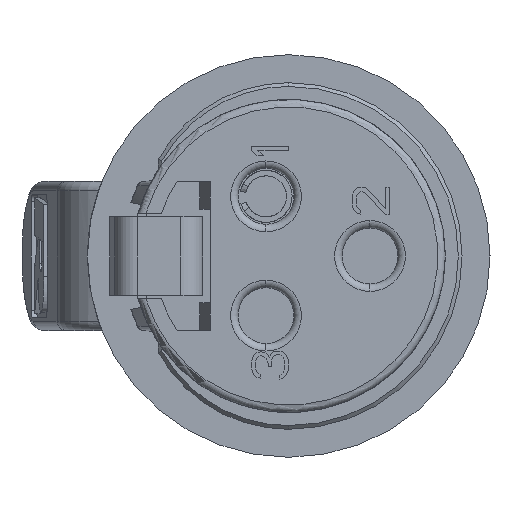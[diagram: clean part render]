
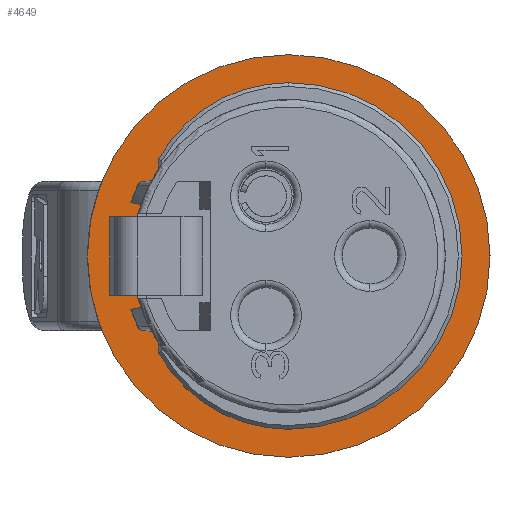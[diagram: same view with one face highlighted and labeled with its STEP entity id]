
A CAD part, left-side view. The second image highlights one B-rep face of the part: STEP entity #4649.
In plain terms, the highlighted planar face has unit normal (-1, 0, 0).
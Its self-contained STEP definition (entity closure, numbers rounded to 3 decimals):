
#68=CARTESIAN_POINT('',(0.1,0.,0.));
#69=DIRECTION('',(1.,0.,0.));
#70=DIRECTION('',(0.,0.998,-0.065));
#71=AXIS2_PLACEMENT_3D('',#68,#69,#70);
#372=DIRECTION('',(0.,1.,0.));
#373=VECTOR('',#372,0.1);
#374=CARTESIAN_POINT('',(0.1,3.87,-1.05));
#375=LINE('',#374,#373);
#394=DIRECTION('',(0.,-1.,0.));
#395=VECTOR('',#394,0.033);
#396=CARTESIAN_POINT('',(0.1,3.87,-1.05));
#397=LINE('',#396,#395);
#398=CARTESIAN_POINT('',(0.1,0.,0.));
#399=DIRECTION('',(1.,0.,0.));
#400=DIRECTION('',(0.,0.864,0.503));
#401=AXIS2_PLACEMENT_3D('',#398,#399,#400);
#403=CARTESIAN_POINT('',(0.1,0.,0.));
#404=DIRECTION('',(1.,0.,0.));
#405=DIRECTION('',(0.,0.965,0.264));
#406=AXIS2_PLACEMENT_3D('',#403,#404,#405);
#408=CARTESIAN_POINT('',(0.1,0.,0.));
#409=DIRECTION('',(-1.,0.,0.));
#410=DIRECTION('',(0.,0.965,-0.264));
#411=AXIS2_PLACEMENT_3D('',#408,#409,#410);
#413=CARTESIAN_POINT('',(0.1,0.,0.));
#414=DIRECTION('',(-1.,0.,0.));
#415=DIRECTION('',(0.,0.864,-0.503));
#416=AXIS2_PLACEMENT_3D('',#413,#414,#415);
#418=CARTESIAN_POINT('',(0.1,0.,0.));
#419=DIRECTION('',(1.,0.,0.));
#420=DIRECTION('',(0.,0.855,0.518));
#421=AXIS2_PLACEMENT_3D('',#418,#419,#420);
#432=DIRECTION('',(0.,0.,-1.));
#433=VECTOR('',#432,0.265);
#434=CARTESIAN_POINT('',(0.1,3.5,2.586));
#435=LINE('',#434,#433);
#441=CARTESIAN_POINT('',(0.1,0.,0.65));
#442=DIRECTION('',(1.,0.,0.));
#443=DIRECTION('',(0.,0.875,0.484));
#444=AXIS2_PLACEMENT_3D('',#441,#442,#443);
#456=CARTESIAN_POINT('',(0.1,0.,0.));
#457=DIRECTION('',(1.,0.,0.));
#458=DIRECTION('',(0.,0.,1.));
#459=AXIS2_PLACEMENT_3D('',#456,#457,#458);
#465=CARTESIAN_POINT('',(0.1,0.,-0.65));
#466=DIRECTION('',(1.,0.,0.));
#467=DIRECTION('',(0.,0.,-1.));
#468=AXIS2_PLACEMENT_3D('',#465,#466,#467);
#470=DIRECTION('',(0.,0.,-1.));
#471=VECTOR('',#470,0.265);
#472=CARTESIAN_POINT('',(0.1,3.5,-2.322));
#473=LINE('',#472,#471);
#485=CARTESIAN_POINT('',(0.1,0.,0.));
#486=DIRECTION('',(1.,0.,0.));
#487=DIRECTION('',(0.,0.833,-0.553));
#488=AXIS2_PLACEMENT_3D('',#485,#486,#487);
#515=DIRECTION('',(0.,-1.,0.));
#516=VECTOR('',#515,0.262);
#517=CARTESIAN_POINT('',(0.1,3.593,-2.175));
#518=LINE('',#517,#516);
#533=DIRECTION('',(0.,-1.,0.));
#534=VECTOR('',#533,0.262);
#535=CARTESIAN_POINT('',(0.1,3.593,2.175));
#536=LINE('',#535,#534);
#2200=DIRECTION('',(0.,0.,-1.));
#2201=VECTOR('',#2200,0.793);
#2202=CARTESIAN_POINT('',(0.1,3.97,1.05));
#2203=LINE('',#2202,#2201);
#2204=DIRECTION('',(0.,0.,-1.));
#2205=VECTOR('',#2204,0.793);
#2206=CARTESIAN_POINT('',(0.1,3.97,-0.257));
#2207=LINE('',#2206,#2205);
#2208=DIRECTION('',(0.,1.,0.));
#2209=VECTOR('',#2208,0.1);
#2210=CARTESIAN_POINT('',(0.1,3.87,1.05));
#2211=LINE('',#2210,#2209);
#2226=DIRECTION('',(0.,-1.,0.));
#2227=VECTOR('',#2226,0.033);
#2228=CARTESIAN_POINT('',(0.1,3.87,1.05));
#2229=LINE('',#2228,#2227);
#2285=DIRECTION('',(0.,-1.,0.));
#2286=VECTOR('',#2285,0.197);
#2287=CARTESIAN_POINT('',(0.1,3.636,2.));
#2288=LINE('',#2287,#2286);
#2337=DIRECTION('',(0.,1.,0.));
#2338=VECTOR('',#2337,0.197);
#2339=CARTESIAN_POINT('',(0.1,3.439,-2.));
#2340=LINE('',#2339,#2338);
#2341=CARTESIAN_POINT('',(0.1,0.,0.));
#2342=DIRECTION('',(1.,0.,0.));
#2343=DIRECTION('',(0.,0.876,-0.482));
#2344=AXIS2_PLACEMENT_3D('',#2341,#2342,#2343);
#2360=CARTESIAN_POINT('',(0.1,0.,0.));
#2361=DIRECTION('',(1.,0.,0.));
#2362=DIRECTION('',(0.,0.925,0.38));
#2363=AXIS2_PLACEMENT_3D('',#2360,#2361,#2362);
#2384=DIRECTION('',(0.,0.557,-0.831));
#2385=VECTOR('',#2384,0.209);
#2386=CARTESIAN_POINT('',(0.1,3.723,-1.403));
#2387=LINE('',#2386,#2385);
#2402=DIRECTION('',(0.,-0.557,-0.831));
#2403=VECTOR('',#2402,0.209);
#2404=CARTESIAN_POINT('',(0.1,3.839,1.576));
#2405=LINE('',#2404,#2403);
#2441=CARTESIAN_POINT('',(0.1,0.,0.));
#2442=DIRECTION('',(-1.,0.,0.));
#2443=DIRECTION('',(0.,0.,1.));
#2444=AXIS2_PLACEMENT_3D('',#2441,#2442,#2443);
#2935=CARTESIAN_POINT('',(0.1,0.,0.));
#2936=DIRECTION('',(-1.,0.,0.));
#2937=DIRECTION('',(0.,0.,-1.));
#2938=AXIS2_PLACEMENT_3D('',#2935,#2936,#2937);
#3581=CARTESIAN_POINT('',(0.1,0.,-5.4));
#3582=CARTESIAN_POINT('',(0.1,0.,5.4));
#3583=VERTEX_POINT('',#3581);
#3584=VERTEX_POINT('',#3582);
#3758=CARTESIAN_POINT('',(0.1,3.593,2.175));
#3759=CARTESIAN_POINT('',(0.1,3.5,2.322));
#3760=VERTEX_POINT('',#3758);
#3761=VERTEX_POINT('',#3759);
#3762=CARTESIAN_POINT('',(0.1,3.5,-2.322));
#3763=CARTESIAN_POINT('',(0.1,3.593,-2.175));
#3764=VERTEX_POINT('',#3762);
#3765=VERTEX_POINT('',#3763);
#3766=CARTESIAN_POINT('',(0.1,3.331,2.175));
#3767=VERTEX_POINT('',#3766);
#3770=CARTESIAN_POINT('',(0.1,3.331,-2.175));
#3772=VERTEX_POINT('',#3770);
#3782=CARTESIAN_POINT('',(0.1,0.,-4.65));
#3783=CARTESIAN_POINT('',(0.1,3.5,-2.586));
#3784=VERTEX_POINT('',#3782);
#3785=VERTEX_POINT('',#3783);
#3786=CARTESIAN_POINT('',(0.1,0.,4.65));
#3787=VERTEX_POINT('',#3786);
#3788=CARTESIAN_POINT('',(0.1,3.5,2.586));
#3789=VERTEX_POINT('',#3788);
#3790=CARTESIAN_POINT('',(0.1,3.636,-2.));
#3791=CARTESIAN_POINT('',(0.1,3.839,-1.576));
#3792=VERTEX_POINT('',#3790);
#3793=VERTEX_POINT('',#3791);
#3794=CARTESIAN_POINT('',(0.1,3.839,1.576));
#3795=CARTESIAN_POINT('',(0.1,3.636,2.));
#3796=VERTEX_POINT('',#3794);
#3797=VERTEX_POINT('',#3795);
#3806=CARTESIAN_POINT('',(0.1,3.439,2.));
#3807=VERTEX_POINT('',#3806);
#3808=CARTESIAN_POINT('',(0.1,3.439,-2.));
#3809=VERTEX_POINT('',#3808);
#3810=CARTESIAN_POINT('',(0.1,3.723,-1.403));
#3812=VERTEX_POINT('',#3810);
#3814=CARTESIAN_POINT('',(0.1,3.723,1.403));
#3815=VERTEX_POINT('',#3814);
#3834=CARTESIAN_POINT('',(0.1,3.97,1.05));
#3835=CARTESIAN_POINT('',(0.1,3.97,0.257));
#3836=VERTEX_POINT('',#3834);
#3837=VERTEX_POINT('',#3835);
#3838=CARTESIAN_POINT('',(0.1,3.97,-0.257));
#3839=CARTESIAN_POINT('',(0.1,3.97,-1.05));
#3840=VERTEX_POINT('',#3838);
#3841=VERTEX_POINT('',#3839);
#3846=CARTESIAN_POINT('',(0.1,3.87,-1.05));
#3847=VERTEX_POINT('',#3846);
#3848=CARTESIAN_POINT('',(0.1,3.87,1.05));
#3849=VERTEX_POINT('',#3848);
#3854=CARTESIAN_POINT('',(0.1,3.837,-1.05));
#3855=VERTEX_POINT('',#3854);
#3856=CARTESIAN_POINT('',(0.1,3.837,1.05));
#3857=VERTEX_POINT('',#3856);
#4591=CARTESIAN_POINT('',(0.1,0.,0.));
#4592=DIRECTION('',(1.,0.,0.));
#4593=DIRECTION('',(0.,0.,-1.));
#4594=AXIS2_PLACEMENT_3D('',#4591,#4592,#4593);
#4595=PLANE('',#4594);
#4597=ORIENTED_EDGE('',*,*,#4596,.F.);
#4599=ORIENTED_EDGE('',*,*,#4598,.F.);
#4600=EDGE_LOOP('',(#4597,#4599));
#4601=FACE_OUTER_BOUND('',#4600,.F.);
#4603=ORIENTED_EDGE('',*,*,#4602,.F.);
#4605=ORIENTED_EDGE('',*,*,#4604,.T.);
#4606=ORIENTED_EDGE('',*,*,#4041,.F.);
#4608=ORIENTED_EDGE('',*,*,#4607,.F.);
#4610=ORIENTED_EDGE('',*,*,#4609,.F.);
#4612=ORIENTED_EDGE('',*,*,#4611,.T.);
#4613=ORIENTED_EDGE('',*,*,#4031,.F.);
#4615=ORIENTED_EDGE('',*,*,#4614,.F.);
#4617=ORIENTED_EDGE('',*,*,#4616,.T.);
#4619=ORIENTED_EDGE('',*,*,#4618,.T.);
#4620=ORIENTED_EDGE('',*,*,#4116,.F.);
#4622=ORIENTED_EDGE('',*,*,#4621,.T.);
#4623=ORIENTED_EDGE('',*,*,#4569,.F.);
#4624=ORIENTED_EDGE('',*,*,#4585,.T.);
#4625=ORIENTED_EDGE('',*,*,#4059,.T.);
#4627=ORIENTED_EDGE('',*,*,#4626,.T.);
#4629=ORIENTED_EDGE('',*,*,#4628,.F.);
#4631=ORIENTED_EDGE('',*,*,#4630,.F.);
#4632=ORIENTED_EDGE('',*,*,#4049,.T.);
#4634=ORIENTED_EDGE('',*,*,#4633,.F.);
#4636=ORIENTED_EDGE('',*,*,#4635,.F.);
#4638=ORIENTED_EDGE('',*,*,#4637,.T.);
#4640=ORIENTED_EDGE('',*,*,#4639,.F.);
#4642=ORIENTED_EDGE('',*,*,#4641,.F.);
#4644=ORIENTED_EDGE('',*,*,#4643,.F.);
#4646=ORIENTED_EDGE('',*,*,#4645,.T.);
#4647=EDGE_LOOP('',(#4603,#4605,#4606,#4608,#4610,#4612,#4613,#4615,#4617,#4619,
#4620,#4622,#4623,#4624,#4625,#4627,#4629,#4631,#4632,#4634,#4636,#4638,#4640,
#4642,#4644,#4646));
#4648=FACE_BOUND('',#4647,.F.);
#72=CIRCLE('',#71,3.978);
#402=CIRCLE('',#401,3.978);
#407=CIRCLE('',#406,3.978);
#412=CIRCLE('',#411,3.978);
#417=CIRCLE('',#416,3.978);
#422=CIRCLE('',#421,4.2);
#445=CIRCLE('',#444,4.);
#460=CIRCLE('',#459,4.65);
#469=CIRCLE('',#468,4.);
#489=CIRCLE('',#488,4.2);
#2345=CIRCLE('',#2344,4.15);
#2364=CIRCLE('',#2363,4.15);
#2445=CIRCLE('',#2444,5.4);
#2939=CIRCLE('',#2938,5.4);
#4031=EDGE_CURVE('',#3857,#3815,#407,.T.);
#4041=EDGE_CURVE('',#3807,#3767,#402,.T.);
#4049=EDGE_CURVE('',#3809,#3772,#417,.T.);
#4059=EDGE_CURVE('',#3855,#3812,#412,.T.);
#4116=EDGE_CURVE('',#3840,#3837,#72,.T.);
#4569=EDGE_CURVE('',#3847,#3841,#375,.T.);
#4585=EDGE_CURVE('',#3847,#3855,#397,.T.);
#4596=EDGE_CURVE('',#3584,#3583,#2445,.T.);
#4598=EDGE_CURVE('',#3583,#3584,#2939,.T.);
#4602=EDGE_CURVE('',#3760,#3761,#422,.T.);
#4604=EDGE_CURVE('',#3760,#3767,#536,.T.);
#4607=EDGE_CURVE('',#3797,#3807,#2288,.T.);
#4609=EDGE_CURVE('',#3796,#3797,#2364,.T.);
#4611=EDGE_CURVE('',#3796,#3815,#2405,.T.);
#4614=EDGE_CURVE('',#3849,#3857,#2229,.T.);
#4616=EDGE_CURVE('',#3849,#3836,#2211,.T.);
#4618=EDGE_CURVE('',#3836,#3837,#2203,.T.);
#4621=EDGE_CURVE('',#3840,#3841,#2207,.T.);
#4626=EDGE_CURVE('',#3812,#3793,#2387,.T.);
#4628=EDGE_CURVE('',#3792,#3793,#2345,.T.);
#4630=EDGE_CURVE('',#3809,#3792,#2340,.T.);
#4633=EDGE_CURVE('',#3765,#3772,#518,.T.);
#4635=EDGE_CURVE('',#3764,#3765,#489,.T.);
#4637=EDGE_CURVE('',#3764,#3785,#473,.T.);
#4639=EDGE_CURVE('',#3784,#3785,#469,.T.);
#4641=EDGE_CURVE('',#3787,#3784,#460,.T.);
#4643=EDGE_CURVE('',#3789,#3787,#445,.T.);
#4645=EDGE_CURVE('',#3789,#3761,#435,.T.);
#4649=ADVANCED_FACE('',(#4601,#4648),#4595,.F.);
